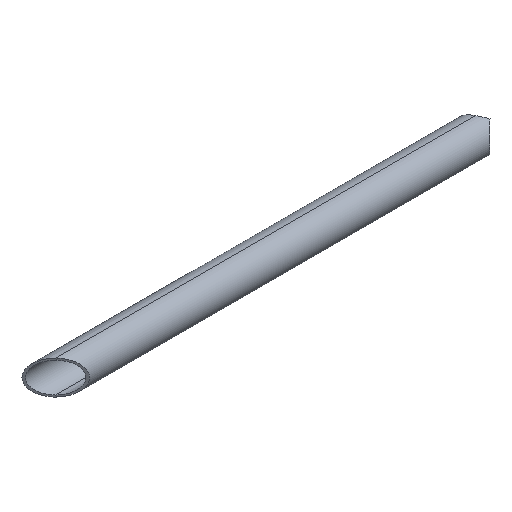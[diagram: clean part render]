
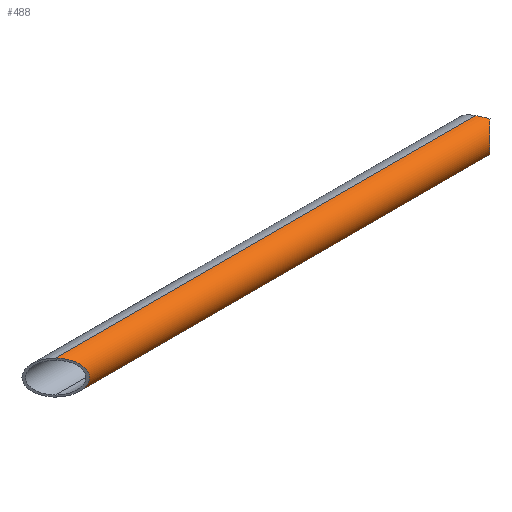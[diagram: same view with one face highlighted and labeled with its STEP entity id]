
A CAD part, isometric view. The second image highlights one B-rep face of the part: STEP entity #488.
In plain terms, the highlighted cylindrical face has radius 14 mm (diameter 28 mm), a partial arc.
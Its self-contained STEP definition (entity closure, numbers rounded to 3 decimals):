
#94=CARTESIAN_POINT('Vertex',(-2285.266,189.635,-45.143)) ;
#96=CARTESIAN_POINT('Vertex',(-2285.266,189.635,-73.143)) ;
#100=CARTESIAN_POINT('Control Point',(-2285.266,189.635,-73.143)) ;
#101=CARTESIAN_POINT('Control Point',(-2284.296,188.665,-73.143)) ;
#102=CARTESIAN_POINT('Control Point',(-2283.326,187.695,-73.059)) ;
#103=CARTESIAN_POINT('Control Point',(-2282.36,186.729,-72.891)) ;
#104=CARTESIAN_POINT('Control Point',(-2280.527,184.896,-72.404)) ;
#105=CARTESIAN_POINT('Control Point',(-2278.754,183.123,-71.589)) ;
#106=CARTESIAN_POINT('Control Point',(-2277.924,182.293,-71.122)) ;
#107=CARTESIAN_POINT('Control Point',(-2276.44,180.809,-70.108)) ;
#108=CARTESIAN_POINT('Control Point',(-2275.076,179.445,-68.802)) ;
#109=CARTESIAN_POINT('Control Point',(-2274.483,178.852,-68.14)) ;
#110=CARTESIAN_POINT('Control Point',(-2273.47,177.839,-66.806)) ;
#111=CARTESIAN_POINT('Control Point',(-2272.631,177.,-65.253)) ;
#112=CARTESIAN_POINT('Control Point',(-2272.293,176.662,-64.504)) ;
#113=CARTESIAN_POINT('Control Point',(-2271.754,176.123,-63.022)) ;
#114=CARTESIAN_POINT('Control Point',(-2271.422,175.791,-61.426)) ;
#115=CARTESIAN_POINT('Control Point',(-2271.316,175.685,-60.662)) ;
#116=CARTESIAN_POINT('Control Point',(-2271.214,175.583,-59.137)) ;
#117=CARTESIAN_POINT('Control Point',(-2271.319,175.688,-57.613)) ;
#118=CARTESIAN_POINT('Control Point',(-2271.422,175.791,-56.872)) ;
#119=CARTESIAN_POINT('Control Point',(-2271.689,176.058,-55.576)) ;
#120=CARTESIAN_POINT('Control Point',(-2272.092,176.461,-54.355)) ;
#121=CARTESIAN_POINT('Control Point',(-2272.295,176.664,-53.832)) ;
#122=CARTESIAN_POINT('Control Point',(-2272.901,177.27,-52.47)) ;
#123=CARTESIAN_POINT('Control Point',(-2273.651,178.02,-51.252)) ;
#124=CARTESIAN_POINT('Control Point',(-2274.168,178.537,-50.544)) ;
#125=CARTESIAN_POINT('Control Point',(-2275.39,179.759,-49.114)) ;
#126=CARTESIAN_POINT('Control Point',(-2276.754,181.123,-47.966)) ;
#127=CARTESIAN_POINT('Control Point',(-2277.531,181.9,-47.418)) ;
#128=CARTESIAN_POINT('Control Point',(-2279.275,183.644,-46.392)) ;
#129=CARTESIAN_POINT('Control Point',(-2281.104,185.473,-45.715)) ;
#130=CARTESIAN_POINT('Control Point',(-2282.109,186.478,-45.445)) ;
#131=CARTESIAN_POINT('Control Point',(-2283.347,187.716,-45.232)) ;
#132=CARTESIAN_POINT('Control Point',(-2284.591,188.96,-45.157)) ;
#133=CARTESIAN_POINT('Control Point',(-2284.816,189.185,-45.148)) ;
#134=CARTESIAN_POINT('Control Point',(-2285.041,189.41,-45.143)) ;
#135=CARTESIAN_POINT('Control Point',(-2285.266,189.635,-45.143)) ;
#238=CARTESIAN_POINT('Vertex',(-1931.318,183.051,-46.788)) ;
#242=CARTESIAN_POINT('Control Point',(-1927.035,187.334,-72.953)) ;
#243=CARTESIAN_POINT('Control Point',(-1927.126,187.243,-72.938)) ;
#244=CARTESIAN_POINT('Control Point',(-1927.219,187.15,-72.921)) ;
#245=CARTESIAN_POINT('Control Point',(-1927.315,187.054,-72.903)) ;
#246=CARTESIAN_POINT('Control Point',(-1927.738,186.631,-72.822)) ;
#247=CARTESIAN_POINT('Control Point',(-1928.159,186.21,-72.724)) ;
#248=CARTESIAN_POINT('Control Point',(-1928.482,185.887,-72.638)) ;
#249=CARTESIAN_POINT('Control Point',(-1929.221,185.148,-72.419)) ;
#250=CARTESIAN_POINT('Control Point',(-1929.951,184.418,-72.146)) ;
#251=CARTESIAN_POINT('Control Point',(-1930.36,184.009,-71.974)) ;
#252=CARTESIAN_POINT('Control Point',(-1931.576,182.793,-71.407)) ;
#253=CARTESIAN_POINT('Control Point',(-1932.75,181.619,-70.677)) ;
#254=CARTESIAN_POINT('Control Point',(-1933.509,180.86,-70.115)) ;
#255=CARTESIAN_POINT('Control Point',(-1935.096,179.273,-68.714)) ;
#256=CARTESIAN_POINT('Control Point',(-1936.474,177.895,-66.919)) ;
#257=CARTESIAN_POINT('Control Point',(-1937.144,177.225,-65.821)) ;
#258=CARTESIAN_POINT('Control Point',(-1938.035,176.334,-63.862)) ;
#259=CARTESIAN_POINT('Control Point',(-1938.545,175.824,-61.666)) ;
#260=CARTESIAN_POINT('Control Point',(-1938.676,175.693,-60.807)) ;
#261=CARTESIAN_POINT('Control Point',(-1938.807,175.562,-58.993)) ;
#262=CARTESIAN_POINT('Control Point',(-1938.644,175.725,-57.183)) ;
#263=CARTESIAN_POINT('Control Point',(-1938.481,175.888,-56.262)) ;
#264=CARTESIAN_POINT('Control Point',(-1937.874,176.495,-53.961)) ;
#265=CARTESIAN_POINT('Control Point',(-1936.858,177.511,-51.946)) ;
#266=CARTESIAN_POINT('Control Point',(-1936.115,178.254,-50.841)) ;
#267=CARTESIAN_POINT('Control Point',(-1934.757,179.612,-49.237)) ;
#268=CARTESIAN_POINT('Control Point',(-1933.234,181.135,-47.979)) ;
#269=CARTESIAN_POINT('Control Point',(-1932.611,181.758,-47.532)) ;
#270=CARTESIAN_POINT('Control Point',(-1931.971,182.398,-47.136)) ;
#271=CARTESIAN_POINT('Control Point',(-1931.318,183.051,-46.788)) ;
#272=CARTESIAN_POINT('Vertex',(-1927.035,187.334,-72.953)) ;
#360=CARTESIAN_POINT('Control Point',(-1927.035,187.334,-72.953)) ;
#361=CARTESIAN_POINT('Control Point',(-1927.447,188.089,-73.078)) ;
#362=CARTESIAN_POINT('Control Point',(-1927.852,188.859,-73.143)) ;
#363=CARTESIAN_POINT('Control Point',(-1928.243,189.635,-73.143)) ;
#364=CARTESIAN_POINT('Vertex',(-1928.243,189.635,-73.143)) ;
#456=CARTESIAN_POINT('Axis2P3D Location',(-2105.,189.635,-59.143)) ;
#461=CARTESIAN_POINT('Line Origine',(-502105.,189.635,-45.143)) ;
#465=CARTESIAN_POINT('Vertex',(-1936.507,189.635,-45.143)) ;
#468=CARTESIAN_POINT('Line Origine',(-502105.,189.635,-73.143)) ;
#474=CARTESIAN_POINT('Control Point',(-1931.318,183.051,-46.788)) ;
#475=CARTESIAN_POINT('Control Point',(-1932.763,184.459,-46.038)) ;
#476=CARTESIAN_POINT('Control Point',(-1934.144,186.029,-45.474)) ;
#477=CARTESIAN_POINT('Control Point',(-1935.429,187.77,-45.143)) ;
#478=CARTESIAN_POINT('Control Point',(-1936.507,189.635,-45.143)) ;
#457=DIRECTION('Axis2P3D Direction',(-1.,0.,0.)) ;
#458=DIRECTION('Axis2P3D XDirection',(0.,0.,-1.)) ;
#462=DIRECTION('Vector Direction',(-1.,0.,0.)) ;
#469=DIRECTION('Vector Direction',(-1.,0.,0.)) ;
#459=AXIS2_PLACEMENT_3D('Cylinder Axis2P3D',#456,#457,#458) ;
#481=ORIENTED_EDGE('',*,*,#467,.T.) ;
#482=ORIENTED_EDGE('',*,*,#136,.F.) ;
#483=ORIENTED_EDGE('',*,*,#472,.F.) ;
#484=ORIENTED_EDGE('',*,*,#366,.F.) ;
#485=ORIENTED_EDGE('',*,*,#274,.T.) ;
#486=ORIENTED_EDGE('',*,*,#479,.T.) ;
#463=VECTOR('Line Direction',#462,1.) ;
#470=VECTOR('Line Direction',#469,1.) ;
#488=ADVANCED_FACE('Corps principal',(#487),#460,.T.) ;
#99=B_SPLINE_CURVE_WITH_KNOTS('',5,(#100,#101,#102,#103,#104,#105,#106,#107,#108,#109,#110,#111,#112,#113,#114,#115,#116,#117,#118,#119,#120,#121,#122,#123,#124,#125,#126,#127,#128,#129,#130,#131,#132,#133,#134,#135),.UNSPECIFIED.,.F.,.U.,(6,3,3,3,3,3,3,3,3,3,3,6),(0.,9.702,18.607,26.135,32.385,37.857,43.166,47.367,54.531,63.185,73.383,75.633),.UNSPECIFIED.) ;
#241=B_SPLINE_CURVE_WITH_KNOTS('',5,(#242,#243,#244,#245,#246,#247,#248,#249,#250,#251,#252,#253,#254,#255,#256,#257,#258,#259,#260,#261,#262,#263,#264,#265,#266,#267,#268,#269,#270,#271),.UNSPECIFIED.,.F.,.U.,(6,3,3,3,3,3,3,3,3,6),(5.59,6.576,9.857,14.124,22.659,32.764,38.927,45.58,56.203,63.179),.UNSPECIFIED.) ;
#359=B_SPLINE_CURVE_WITH_KNOTS('',3,(#360,#361,#362,#363),.UNSPECIFIED.,.F.,.U.,(4,4),(0.99,4.678),.UNSPECIFIED.) ;
#473=B_SPLINE_CURVE_WITH_KNOTS('',4,(#474,#475,#476,#477,#478),.UNSPECIFIED.,.F.,.U.,(5,5),(14.021,26.203),.UNSPECIFIED.) ;
#460=CYLINDRICAL_SURFACE('generated cylinder',#459,14.) ;
#136=EDGE_CURVE('',#97,#95,#99,.T.) ;
#274=EDGE_CURVE('',#273,#239,#241,.T.) ;
#366=EDGE_CURVE('',#273,#365,#359,.T.) ;
#467=EDGE_CURVE('',#466,#95,#464,.T.) ;
#472=EDGE_CURVE('',#365,#97,#471,.T.) ;
#479=EDGE_CURVE('',#239,#466,#473,.T.) ;
#480=EDGE_LOOP('',(#481,#482,#483,#484,#485,#486)) ;
#487=FACE_OUTER_BOUND('',#480,.T.) ;
#464=LINE('Line',#461,#463) ;
#471=LINE('Line',#468,#470) ;
#95=VERTEX_POINT('',#94) ;
#97=VERTEX_POINT('',#96) ;
#239=VERTEX_POINT('',#238) ;
#273=VERTEX_POINT('',#272) ;
#365=VERTEX_POINT('',#364) ;
#466=VERTEX_POINT('',#465) ;
